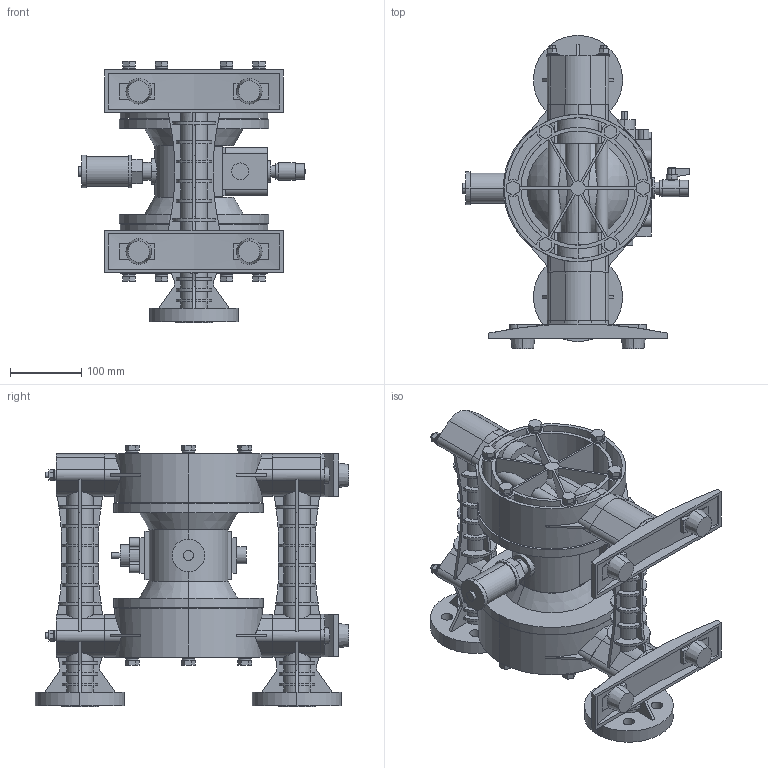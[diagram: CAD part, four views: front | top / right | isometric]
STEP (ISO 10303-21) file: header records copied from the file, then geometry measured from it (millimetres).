
FILE_DESCRIPTION (( 'STEP AP214' ), '1' );
FILE_NAME ('NDP-25BV_ ANSI YA.STEP', '2009-03-05T00:14:03', ( ' ' ), ( ' ' ), 'SwSTEP 2.0', 'SolidWorks 2006303', '' );
FILE_SCHEMA (( 'AUTOMOTIVE_DESIGN' ));
Length unit declared in the file: millimetre
Products named in the file (1): NDP-25BV_ ANSI YA
Bounding box: 319.32 x 439.5 x 366.3 mm (x, y, z)
Volume: 8058313.1 mm3; surface area: 1016065.3 mm2
Topology: 1 solids, 1 shells, 1526 faces, 4061 edges, 2623 vertices
Faces by surface type: plane 885, cylinder 609, sphere 20, cone 12
Entity records: 50657 total; most frequent: CARTESIAN_POINT 12143, DIRECTION 8158, ORIENTED_EDGE 8120, EDGE_CURVE 4060, AXIS2_PLACEMENT_3D 2916, VERTEX_POINT 2622, VECTOR 2326, LINE 2326
